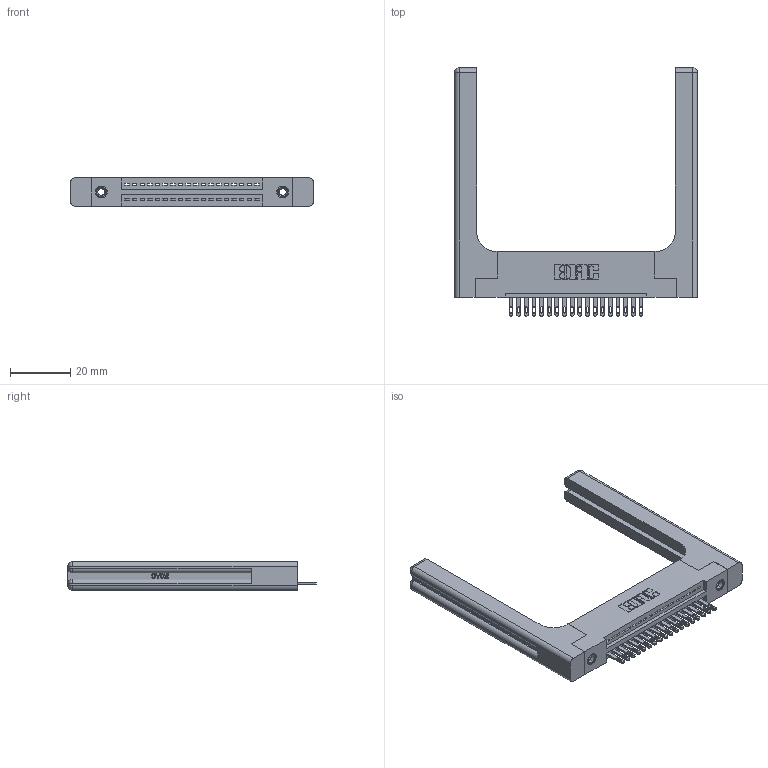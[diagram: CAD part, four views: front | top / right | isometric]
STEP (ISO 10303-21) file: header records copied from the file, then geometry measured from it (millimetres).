
FILE_DESCRIPTION (( 'STEP AP203' ), '1' );
FILE_NAME ('345-018-500-158.STEP', '2019-10-04T16:37:45', ( '' ), ( '' ), 'SwSTEP 2.0', 'SolidWorks 2016', '' );
FILE_SCHEMA (( 'CONFIG_CONTROL_DESIGN' ));
Length unit declared in the file: inch
Products named in the file (5): 345-250-001_345-250-001-102; 345-220-058_345-220-058; 345-292-001_345-293-100; 345 Part_Flush Mounting Lugs - 0.156 Dia-TH; 345-018-500-158
Assembly tree (23 placements, depth 2):
  345-018-500-158
    345 Part_Flush Mounting Lugs - 0.156 Dia-TH
    345-292-001_345-293-100  x18
    345-250-001_345-250-001-102  x2
    345-220-058_345-220-058  x2
Bounding box: 80.75 x 82.47 x 9.4 mm (x, y, z)
Volume: 15988.9 mm3; surface area: 14965.3 mm2
Topology: 23 solids, 23 shells, 1354 faces, 4031 edges, 2666 vertices
Faces by surface type: plane 840, cylinder 454, bspline 36, cone 12, sphere 8, torus 4
Entity records: 21890 total; most frequent: CARTESIAN_POINT 4763, ORIENTED_EDGE 3512, DIRECTION 3144, EDGE_CURVE 1756, LINE 1456, VECTOR 1456, VERTEX_POINT 1162, AXIS2_PLACEMENT_3D 844
